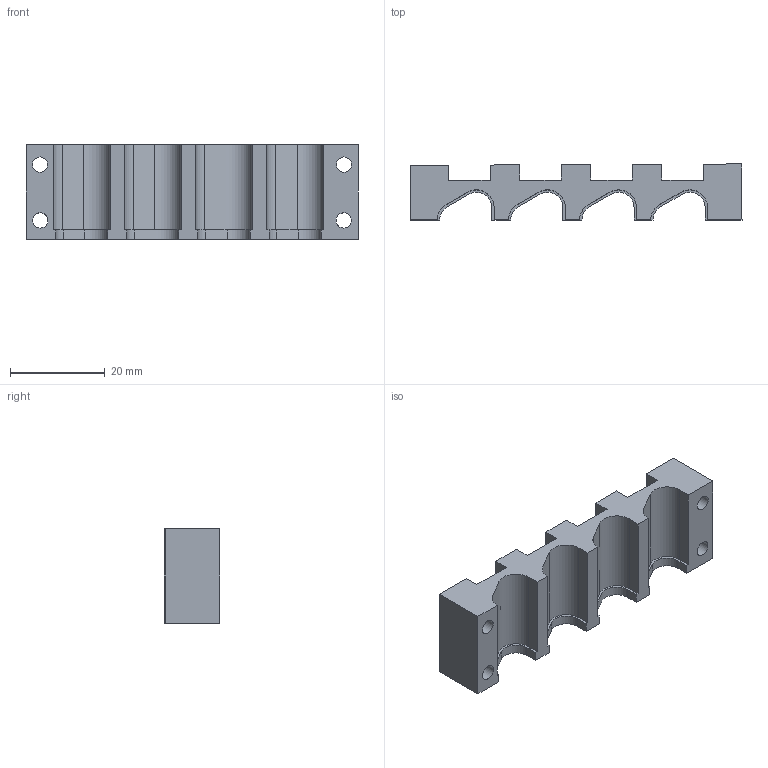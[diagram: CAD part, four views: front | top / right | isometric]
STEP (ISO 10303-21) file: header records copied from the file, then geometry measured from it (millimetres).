
FILE_DESCRIPTION(/* description */ (''),/* implementation_level */ '2;1');
FILE_NAME(/* name */ '',/* time_stamp */ '2025-08-19T17:20:15+09:00',/* author */ (''),/* organization */ (''),/* preprocessor_version */ 'ST-DEVELOPER v20.1',/* originating_system */ 'Autodesk Translation Framework v14.10.0.0',/* authorisation */ '');
FILE_SCHEMA (('AUTOMOTIVE_DESIGN { 1 0 10303 214 3 1 1 }'));
Length unit declared in the file: millimetre
Products named in the file (1): 基板ホルダ2
Bounding box: 70 x 11.8 x 20 mm (x, y, z)
Volume: 9134.2 mm3; surface area: 5867.5 mm2
Topology: 1 solids, 1 shells, 86 faces, 240 edges, 160 vertices
Faces by surface type: plane 66, cylinder 20
Full cylindrical faces by diameter (mm): 3.2 x4
Entity records: 2800 total; most frequent: CARTESIAN_POINT 487, ORIENTED_EDGE 480, DIRECTION 454, EDGE_CURVE 240, LINE 200, VECTOR 200, VERTEX_POINT 160, AXIS2_PLACEMENT_3D 127
